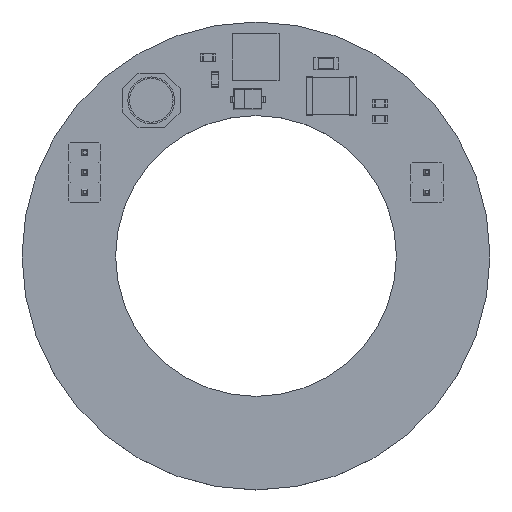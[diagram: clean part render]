
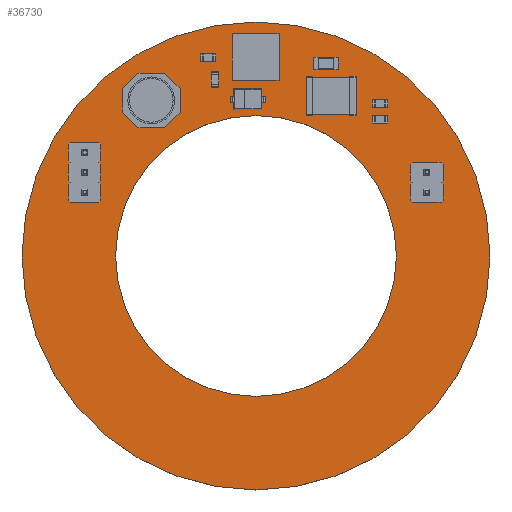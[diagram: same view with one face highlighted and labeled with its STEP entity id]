
A CAD part, top view. The second image highlights one B-rep face of the part: STEP entity #36730.
In plain terms, the highlighted planar face has unit normal (0, 0, 1).
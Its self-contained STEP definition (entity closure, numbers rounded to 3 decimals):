
#36459 = VERTEX_POINT('',#36460);
#36460 = CARTESIAN_POINT('',(15.,0.,1.6));
#36467 = CYLINDRICAL_SURFACE('',#36468,15.);
#36468 = AXIS2_PLACEMENT_3D('',#36469,#36470,#36471);
#36469 = CARTESIAN_POINT('',(0.,0.,0.));
#36470 = DIRECTION('',(0.,0.,-1.));
#36471 = DIRECTION('',(1.,0.,0.));
#36486 = EDGE_CURVE('',#36459,#36459,#36487,.T.);
#36487 = SURFACE_CURVE('',#36488,(#36493,#36500),.PCURVE_S1.);
#36488 = CIRCLE('',#36489,15.);
#36489 = AXIS2_PLACEMENT_3D('',#36490,#36491,#36492);
#36490 = CARTESIAN_POINT('',(0.,0.,1.6));
#36491 = DIRECTION('',(0.,0.,1.));
#36492 = DIRECTION('',(1.,0.,0.));
#36493 = PCURVE('',#36467,#36494);
#36494 = DEFINITIONAL_REPRESENTATION('',(#36495),#36499);
#36495 = LINE('',#36496,#36497);
#36496 = CARTESIAN_POINT('',(0.,-1.6));
#36497 = VECTOR('',#36498,1.);
#36498 = DIRECTION('',(-1.,0.));
#36499 = ( GEOMETRIC_REPRESENTATION_CONTEXT(2) 
PARAMETRIC_REPRESENTATION_CONTEXT() REPRESENTATION_CONTEXT('2D SPACE',''
  ) );
#36500 = PCURVE('',#36501,#36506);
#36501 = PLANE('',#36502);
#36502 = AXIS2_PLACEMENT_3D('',#36503,#36504,#36505);
#36503 = CARTESIAN_POINT('',(0.,0.,1.6
    ));
#36504 = DIRECTION('',(0.,0.,1.));
#36505 = DIRECTION('',(1.,0.,0.));
#36506 = DEFINITIONAL_REPRESENTATION('',(#36507),#36511);
#36507 = CIRCLE('',#36508,15.);
#36508 = AXIS2_PLACEMENT_2D('',#36509,#36510);
#36509 = CARTESIAN_POINT('',(0.,0.));
#36510 = DIRECTION('',(1.,0.));
#36511 = ( GEOMETRIC_REPRESENTATION_CONTEXT(2) 
PARAMETRIC_REPRESENTATION_CONTEXT() REPRESENTATION_CONTEXT('2D SPACE',''
  ) );
#36564 = CYLINDRICAL_SURFACE('',#36565,0.325);
#36565 = AXIS2_PLACEMENT_3D('',#36566,#36567,#36568);
#36566 = CARTESIAN_POINT('',(10.942,4.087,-0.8));
#36567 = DIRECTION('',(0.,0.,1.));
#36568 = DIRECTION('',(1.,0.,0.));
#36595 = CYLINDRICAL_SURFACE('',#36596,0.325);
#36596 = AXIS2_PLACEMENT_3D('',#36597,#36598,#36599);
#36597 = CARTESIAN_POINT('',(10.942,5.357,-0.8));
#36598 = DIRECTION('',(0.,0.,1.));
#36599 = DIRECTION('',(1.,0.,0.));
#36626 = CYLINDRICAL_SURFACE('',#36627,9.);
#36627 = AXIS2_PLACEMENT_3D('',#36628,#36629,#36630);
#36628 = CARTESIAN_POINT('',(0.,0.,0.));
#36629 = DIRECTION('',(0.,0.,-1.));
#36630 = DIRECTION('',(1.,0.,0.));
#36657 = CYLINDRICAL_SURFACE('',#36658,0.325);
#36658 = AXIS2_PLACEMENT_3D('',#36659,#36660,#36661);
#36659 = CARTESIAN_POINT('',(-10.99,4.086,-0.8));
#36660 = DIRECTION('',(0.,0.,1.));
#36661 = DIRECTION('',(1.,0.,0.));
#36688 = CYLINDRICAL_SURFACE('',#36689,0.325);
#36689 = AXIS2_PLACEMENT_3D('',#36690,#36691,#36692);
#36690 = CARTESIAN_POINT('',(-10.99,5.356,-0.8));
#36691 = DIRECTION('',(0.,0.,1.));
#36692 = DIRECTION('',(1.,0.,0.));
#36719 = CYLINDRICAL_SURFACE('',#36720,0.325);
#36720 = AXIS2_PLACEMENT_3D('',#36721,#36722,#36723);
#36721 = CARTESIAN_POINT('',(-10.99,6.626,-0.8));
#36722 = DIRECTION('',(0.,0.,1.));
#36723 = DIRECTION('',(1.,0.,0.));
#36730 = ADVANCED_FACE('',(#36731,#36734,#36760,#36786,#36812,#36838,
    #36864),#36501,.T.);
#36731 = FACE_BOUND('',#36732,.T.);
#36732 = EDGE_LOOP('',(#36733));
#36733 = ORIENTED_EDGE('',*,*,#36486,.T.);
#36734 = FACE_BOUND('',#36735,.T.);
#36735 = EDGE_LOOP('',(#36736));
#36736 = ORIENTED_EDGE('',*,*,#36737,.F.);
#36737 = EDGE_CURVE('',#36738,#36738,#36740,.T.);
#36738 = VERTEX_POINT('',#36739);
#36739 = CARTESIAN_POINT('',(-10.665,4.086,1.6));
#36740 = SURFACE_CURVE('',#36741,(#36746,#36753),.PCURVE_S1.);
#36741 = CIRCLE('',#36742,0.325);
#36742 = AXIS2_PLACEMENT_3D('',#36743,#36744,#36745);
#36743 = CARTESIAN_POINT('',(-10.99,4.086,1.6));
#36744 = DIRECTION('',(0.,0.,1.));
#36745 = DIRECTION('',(1.,0.,0.));
#36746 = PCURVE('',#36501,#36747);
#36747 = DEFINITIONAL_REPRESENTATION('',(#36748),#36752);
#36748 = CIRCLE('',#36749,0.325);
#36749 = AXIS2_PLACEMENT_2D('',#36750,#36751);
#36750 = CARTESIAN_POINT('',(-10.99,4.086));
#36751 = DIRECTION('',(1.,0.));
#36752 = ( GEOMETRIC_REPRESENTATION_CONTEXT(2) 
PARAMETRIC_REPRESENTATION_CONTEXT() REPRESENTATION_CONTEXT('2D SPACE',''
  ) );
#36753 = PCURVE('',#36657,#36754);
#36754 = DEFINITIONAL_REPRESENTATION('',(#36755),#36759);
#36755 = LINE('',#36756,#36757);
#36756 = CARTESIAN_POINT('',(0.,2.4));
#36757 = VECTOR('',#36758,1.);
#36758 = DIRECTION('',(1.,0.));
#36759 = ( GEOMETRIC_REPRESENTATION_CONTEXT(2) 
PARAMETRIC_REPRESENTATION_CONTEXT() REPRESENTATION_CONTEXT('2D SPACE',''
  ) );
#36760 = FACE_BOUND('',#36761,.T.);
#36761 = EDGE_LOOP('',(#36762));
#36762 = ORIENTED_EDGE('',*,*,#36763,.F.);
#36763 = EDGE_CURVE('',#36764,#36764,#36766,.T.);
#36764 = VERTEX_POINT('',#36765);
#36765 = CARTESIAN_POINT('',(-10.665,5.356,1.6));
#36766 = SURFACE_CURVE('',#36767,(#36772,#36779),.PCURVE_S1.);
#36767 = CIRCLE('',#36768,0.325);
#36768 = AXIS2_PLACEMENT_3D('',#36769,#36770,#36771);
#36769 = CARTESIAN_POINT('',(-10.99,5.356,1.6));
#36770 = DIRECTION('',(0.,0.,1.));
#36771 = DIRECTION('',(1.,0.,0.));
#36772 = PCURVE('',#36501,#36773);
#36773 = DEFINITIONAL_REPRESENTATION('',(#36774),#36778);
#36774 = CIRCLE('',#36775,0.325);
#36775 = AXIS2_PLACEMENT_2D('',#36776,#36777);
#36776 = CARTESIAN_POINT('',(-10.99,5.356));
#36777 = DIRECTION('',(1.,0.));
#36778 = ( GEOMETRIC_REPRESENTATION_CONTEXT(2) 
PARAMETRIC_REPRESENTATION_CONTEXT() REPRESENTATION_CONTEXT('2D SPACE',''
  ) );
#36779 = PCURVE('',#36688,#36780);
#36780 = DEFINITIONAL_REPRESENTATION('',(#36781),#36785);
#36781 = LINE('',#36782,#36783);
#36782 = CARTESIAN_POINT('',(0.,2.4));
#36783 = VECTOR('',#36784,1.);
#36784 = DIRECTION('',(1.,0.));
#36785 = ( GEOMETRIC_REPRESENTATION_CONTEXT(2) 
PARAMETRIC_REPRESENTATION_CONTEXT() REPRESENTATION_CONTEXT('2D SPACE',''
  ) );
#36786 = FACE_BOUND('',#36787,.T.);
#36787 = EDGE_LOOP('',(#36788));
#36788 = ORIENTED_EDGE('',*,*,#36789,.F.);
#36789 = EDGE_CURVE('',#36790,#36790,#36792,.T.);
#36790 = VERTEX_POINT('',#36791);
#36791 = CARTESIAN_POINT('',(-10.665,6.626,1.6));
#36792 = SURFACE_CURVE('',#36793,(#36798,#36805),.PCURVE_S1.);
#36793 = CIRCLE('',#36794,0.325);
#36794 = AXIS2_PLACEMENT_3D('',#36795,#36796,#36797);
#36795 = CARTESIAN_POINT('',(-10.99,6.626,1.6));
#36796 = DIRECTION('',(0.,0.,1.));
#36797 = DIRECTION('',(1.,0.,0.));
#36798 = PCURVE('',#36501,#36799);
#36799 = DEFINITIONAL_REPRESENTATION('',(#36800),#36804);
#36800 = CIRCLE('',#36801,0.325);
#36801 = AXIS2_PLACEMENT_2D('',#36802,#36803);
#36802 = CARTESIAN_POINT('',(-10.99,6.626));
#36803 = DIRECTION('',(1.,0.));
#36804 = ( GEOMETRIC_REPRESENTATION_CONTEXT(2) 
PARAMETRIC_REPRESENTATION_CONTEXT() REPRESENTATION_CONTEXT('2D SPACE',''
  ) );
#36805 = PCURVE('',#36719,#36806);
#36806 = DEFINITIONAL_REPRESENTATION('',(#36807),#36811);
#36807 = LINE('',#36808,#36809);
#36808 = CARTESIAN_POINT('',(0.,2.4));
#36809 = VECTOR('',#36810,1.);
#36810 = DIRECTION('',(1.,0.));
#36811 = ( GEOMETRIC_REPRESENTATION_CONTEXT(2) 
PARAMETRIC_REPRESENTATION_CONTEXT() REPRESENTATION_CONTEXT('2D SPACE',''
  ) );
#36812 = FACE_BOUND('',#36813,.T.);
#36813 = EDGE_LOOP('',(#36814));
#36814 = ORIENTED_EDGE('',*,*,#36815,.F.);
#36815 = EDGE_CURVE('',#36816,#36816,#36818,.T.);
#36816 = VERTEX_POINT('',#36817);
#36817 = CARTESIAN_POINT('',(11.267,4.087,1.6));
#36818 = SURFACE_CURVE('',#36819,(#36824,#36831),.PCURVE_S1.);
#36819 = CIRCLE('',#36820,0.325);
#36820 = AXIS2_PLACEMENT_3D('',#36821,#36822,#36823);
#36821 = CARTESIAN_POINT('',(10.942,4.087,1.6));
#36822 = DIRECTION('',(0.,0.,1.));
#36823 = DIRECTION('',(1.,0.,0.));
#36824 = PCURVE('',#36501,#36825);
#36825 = DEFINITIONAL_REPRESENTATION('',(#36826),#36830);
#36826 = CIRCLE('',#36827,0.325);
#36827 = AXIS2_PLACEMENT_2D('',#36828,#36829);
#36828 = CARTESIAN_POINT('',(10.942,4.087));
#36829 = DIRECTION('',(1.,0.));
#36830 = ( GEOMETRIC_REPRESENTATION_CONTEXT(2) 
PARAMETRIC_REPRESENTATION_CONTEXT() REPRESENTATION_CONTEXT('2D SPACE',''
  ) );
#36831 = PCURVE('',#36564,#36832);
#36832 = DEFINITIONAL_REPRESENTATION('',(#36833),#36837);
#36833 = LINE('',#36834,#36835);
#36834 = CARTESIAN_POINT('',(0.,2.4));
#36835 = VECTOR('',#36836,1.);
#36836 = DIRECTION('',(1.,0.));
#36837 = ( GEOMETRIC_REPRESENTATION_CONTEXT(2) 
PARAMETRIC_REPRESENTATION_CONTEXT() REPRESENTATION_CONTEXT('2D SPACE',''
  ) );
#36838 = FACE_BOUND('',#36839,.T.);
#36839 = EDGE_LOOP('',(#36840));
#36840 = ORIENTED_EDGE('',*,*,#36841,.F.);
#36841 = EDGE_CURVE('',#36842,#36842,#36844,.T.);
#36842 = VERTEX_POINT('',#36843);
#36843 = CARTESIAN_POINT('',(11.267,5.357,1.6));
#36844 = SURFACE_CURVE('',#36845,(#36850,#36857),.PCURVE_S1.);
#36845 = CIRCLE('',#36846,0.325);
#36846 = AXIS2_PLACEMENT_3D('',#36847,#36848,#36849);
#36847 = CARTESIAN_POINT('',(10.942,5.357,1.6));
#36848 = DIRECTION('',(0.,0.,1.));
#36849 = DIRECTION('',(1.,0.,0.));
#36850 = PCURVE('',#36501,#36851);
#36851 = DEFINITIONAL_REPRESENTATION('',(#36852),#36856);
#36852 = CIRCLE('',#36853,0.325);
#36853 = AXIS2_PLACEMENT_2D('',#36854,#36855);
#36854 = CARTESIAN_POINT('',(10.942,5.357));
#36855 = DIRECTION('',(1.,0.));
#36856 = ( GEOMETRIC_REPRESENTATION_CONTEXT(2) 
PARAMETRIC_REPRESENTATION_CONTEXT() REPRESENTATION_CONTEXT('2D SPACE',''
  ) );
#36857 = PCURVE('',#36595,#36858);
#36858 = DEFINITIONAL_REPRESENTATION('',(#36859),#36863);
#36859 = LINE('',#36860,#36861);
#36860 = CARTESIAN_POINT('',(0.,2.4));
#36861 = VECTOR('',#36862,1.);
#36862 = DIRECTION('',(1.,0.));
#36863 = ( GEOMETRIC_REPRESENTATION_CONTEXT(2) 
PARAMETRIC_REPRESENTATION_CONTEXT() REPRESENTATION_CONTEXT('2D SPACE',''
  ) );
#36864 = FACE_BOUND('',#36865,.T.);
#36865 = EDGE_LOOP('',(#36866));
#36866 = ORIENTED_EDGE('',*,*,#36867,.F.);
#36867 = EDGE_CURVE('',#36868,#36868,#36870,.T.);
#36868 = VERTEX_POINT('',#36869);
#36869 = CARTESIAN_POINT('',(9.,0.,1.6));
#36870 = SURFACE_CURVE('',#36871,(#36876,#36883),.PCURVE_S1.);
#36871 = CIRCLE('',#36872,9.);
#36872 = AXIS2_PLACEMENT_3D('',#36873,#36874,#36875);
#36873 = CARTESIAN_POINT('',(0.,0.,1.6));
#36874 = DIRECTION('',(0.,0.,1.));
#36875 = DIRECTION('',(1.,0.,0.));
#36876 = PCURVE('',#36501,#36877);
#36877 = DEFINITIONAL_REPRESENTATION('',(#36878),#36882);
#36878 = CIRCLE('',#36879,9.);
#36879 = AXIS2_PLACEMENT_2D('',#36880,#36881);
#36880 = CARTESIAN_POINT('',(0.,0.));
#36881 = DIRECTION('',(1.,0.));
#36882 = ( GEOMETRIC_REPRESENTATION_CONTEXT(2) 
PARAMETRIC_REPRESENTATION_CONTEXT() REPRESENTATION_CONTEXT('2D SPACE',''
  ) );
#36883 = PCURVE('',#36626,#36884);
#36884 = DEFINITIONAL_REPRESENTATION('',(#36885),#36889);
#36885 = LINE('',#36886,#36887);
#36886 = CARTESIAN_POINT('',(0.,-1.6));
#36887 = VECTOR('',#36888,1.);
#36888 = DIRECTION('',(-1.,0.));
#36889 = ( GEOMETRIC_REPRESENTATION_CONTEXT(2) 
PARAMETRIC_REPRESENTATION_CONTEXT() REPRESENTATION_CONTEXT('2D SPACE',''
  ) );
